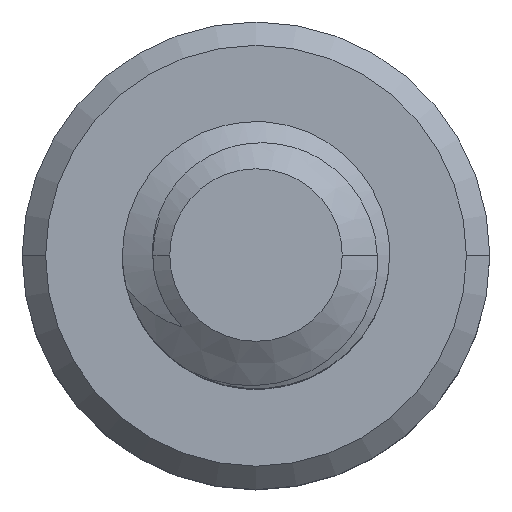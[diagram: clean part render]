
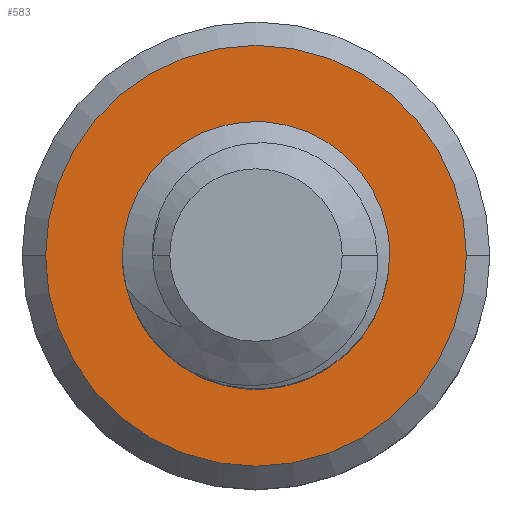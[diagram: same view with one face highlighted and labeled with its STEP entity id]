
A CAD part, top view. The second image highlights one B-rep face of the part: STEP entity #583.
In plain terms, the highlighted planar face has unit normal (0, 0, 1).
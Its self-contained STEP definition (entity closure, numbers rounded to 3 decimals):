
#13 = CARTESIAN_POINT ( 'NONE',  ( 1.77, -0.402, -6. ) ) ;
#28 = CARTESIAN_POINT ( 'NONE',  ( 0.675, 1.39, -6. ) ) ;
#30 = VERTEX_POINT ( 'NONE', #2777 ) ;
#36 = CARTESIAN_POINT ( 'NONE',  ( 1.741, -0.575, -6. ) ) ;
#106 = EDGE_CURVE ( 'NONE', #1248, #1845, #2267, .T. ) ;
#222 = DIRECTION ( 'NONE',  ( -1., 0., 0. ) ) ;
#266 = CARTESIAN_POINT ( 'NONE',  ( 0.675, -1.883, -6. ) ) ;
#323 = DIRECTION ( 'NONE',  ( 0., 0., 1. ) ) ;
#411 = CARTESIAN_POINT ( 'NONE',  ( -1.397, -1.341, -6. ) ) ;
#421 = CARTESIAN_POINT ( 'NONE',  ( -1.155, 1.168, -6. ) ) ;
#441 = PLANE ( 'NONE',  #1527 ) ;
#448 = CARTESIAN_POINT ( 'NONE',  ( 1.779, 0.122, -6. ) ) ;
#481 = VERTEX_POINT ( 'NONE', #1034 ) ;
#583 = ADVANCED_FACE ( 'NONE', ( #2613, #1165 ), #441, .F. ) ;
#626 = EDGE_CURVE ( 'NONE', #30, #656, #1214, .T. ) ;
#644 = CARTESIAN_POINT ( 'NONE',  ( -0.856, 1.351, -6. ) ) ;
#656 = VERTEX_POINT ( 'NONE', #1138 ) ;
#665 = DIRECTION ( 'NONE',  ( 0., 0., 1. ) ) ;
#698 = EDGE_CURVE ( 'NONE', #481, #1599, #1050, .T. ) ;
#845 = CARTESIAN_POINT ( 'NONE',  ( -1.597, 0.632, -6. ) ) ;
#858 = ORIENTED_EDGE ( 'NONE', *, *, #1237, .F. ) ;
#862 = CARTESIAN_POINT ( 'NONE',  ( -0.521, 1.455, -6. ) ) ;
#881 = CARTESIAN_POINT ( 'NONE',  ( -1.793, -0.386, -6. ) ) ;
#889 = CARTESIAN_POINT ( 'NONE',  ( 0.833, -1.807, -6. ) ) ;
#923 = ORIENTED_EDGE ( 'NONE', *, *, #626, .T. ) ;
#931 = ORIENTED_EDGE ( 'NONE', *, *, #1978, .T. ) ;
#940 = CIRCLE ( 'NONE', #1197, 3.15 ) ;
#1034 = CARTESIAN_POINT ( 'NONE',  ( 0.675, 1.39, -6. ) ) ;
#1050 = B_SPLINE_CURVE_WITH_KNOTS ( 'NONE', 3,
 ( #28, #1597, #2695, #2024, #1790, #2014, #448, #13, #36, #1811, #2243, #2495, #2723, #1115, #889, #266 ),
 .UNSPECIFIED., .F., .F.,
 ( 4, 2, 2, 2, 2, 2, 2, 4 ),
 ( 0., 0.001, 0.001, 0.002, 0.003, 0.003, 0.004, 0.004 ),
 .UNSPECIFIED. ) ;
#1061 = DIRECTION ( 'NONE',  ( 0., 0., -1. ) ) ;
#1075 = CARTESIAN_POINT ( 'NONE',  ( -1.771, 0.138, -6. ) ) ;
#1086 = AXIS2_PLACEMENT_3D ( 'NONE', #1664, #323, #1844 ) ;
#1091 = DIRECTION ( 'NONE',  ( -1., 0., 0. ) ) ;
#1099 = CARTESIAN_POINT ( 'NONE',  ( -1.729, 0.309, -6. ) ) ;
#1115 = CARTESIAN_POINT ( 'NONE',  ( 0.981, -1.711, -6. ) ) ;
#1138 = CARTESIAN_POINT ( 'NONE',  ( -0.521, 1.455, -6. ) ) ;
#1165 = FACE_BOUND ( 'NONE', #1494, .T. ) ;
#1173 = EDGE_LOOP ( 'NONE', ( #1325, #1636 ) ) ;
#1197 = AXIS2_PLACEMENT_3D ( 'NONE', #2876, #665, #222 ) ;
#1214 = B_SPLINE_CURVE_WITH_KNOTS ( 'NONE', 3,
 ( #2684, #1542, #1560, #411, #2428, #2006, #2230, #881, #2417, #1075, #1099, #845, #2649, #1530, #421, #644, #2212, #862 ),
 .UNSPECIFIED., .F., .F.,
 ( 4, 2, 2, 2, 2, 2, 2, 2, 4 ),
 ( 0., 0.001, 0.001, 0.002, 0.002, 0.003, 0.003, 0.004, 0.004 ),
 .UNSPECIFIED. ) ;
#1237 = EDGE_CURVE ( 'NONE', #30, #1599, #2225, .T. ) ;
#1248 = VERTEX_POINT ( 'NONE', #1881 ) ;
#1306 = AXIS2_PLACEMENT_3D ( 'NONE', #2363, #1721, #2838 ) ;
#1325 = ORIENTED_EDGE ( 'NONE', *, *, #106, .T. ) ;
#1416 = EDGE_CURVE ( 'NONE', #1845, #1248, #940, .T. ) ;
#1494 = EDGE_LOOP ( 'NONE', ( #858, #923, #931, #2484 ) ) ;
#1527 = AXIS2_PLACEMENT_3D ( 'NONE', #2443, #1061, #1091 ) ;
#1530 = CARTESIAN_POINT ( 'NONE',  ( -1.286, 1.054, -6. ) ) ;
#1542 = CARTESIAN_POINT ( 'NONE',  ( -1.023, -1.707, -6. ) ) ;
#1560 = CARTESIAN_POINT ( 'NONE',  ( -1.158, -1.597, -6. ) ) ;
#1561 = DIRECTION ( 'NONE',  ( 0., 0., -1. ) ) ;
#1597 = CARTESIAN_POINT ( 'NONE',  ( 0.842, 1.334, -6. ) ) ;
#1599 = VERTEX_POINT ( 'NONE', #1835 ) ;
#1636 = ORIENTED_EDGE ( 'NONE', *, *, #1416, .T. ) ;
#1664 = CARTESIAN_POINT ( 'NONE',  ( 0., 0., -6. ) ) ;
#1721 = DIRECTION ( 'NONE',  ( 0., 0., 1. ) ) ;
#1730 = AXIS2_PLACEMENT_3D ( 'NONE', #1997, #1561, #2905 ) ;
#1790 = CARTESIAN_POINT ( 'NONE',  ( 1.389, 0.908, -6. ) ) ;
#1811 = CARTESIAN_POINT ( 'NONE',  ( 1.634, -0.906, -6. ) ) ;
#1835 = CARTESIAN_POINT ( 'NONE',  ( 0.675, -1.883, -6. ) ) ;
#1844 = DIRECTION ( 'NONE',  ( 1., 0., 0. ) ) ;
#1845 = VERTEX_POINT ( 'NONE', #2405 ) ;
#1854 = CIRCLE ( 'NONE', #1730, 1.545 ) ;
#1881 = CARTESIAN_POINT ( 'NONE',  ( -3.15, 0., -6. ) ) ;
#1978 = EDGE_CURVE ( 'NONE', #656, #481, #1854, .T. ) ;
#1997 = CARTESIAN_POINT ( 'NONE',  ( 0., 0., -6. ) ) ;
#2006 = CARTESIAN_POINT ( 'NONE',  ( -1.663, -0.892, -6. ) ) ;
#2014 = CARTESIAN_POINT ( 'NONE',  ( 1.679, 0.468, -6. ) ) ;
#2024 = CARTESIAN_POINT ( 'NONE',  ( 1.273, 1.037, -6. ) ) ;
#2212 = CARTESIAN_POINT ( 'NONE',  ( -0.693, 1.417, -6. ) ) ;
#2225 = CIRCLE ( 'NONE', #1086, 2. ) ;
#2230 = CARTESIAN_POINT ( 'NONE',  ( -1.724, -0.725, -6. ) ) ;
#2243 = CARTESIAN_POINT ( 'NONE',  ( 1.555, -1.064, -6. ) ) ;
#2267 = CIRCLE ( 'NONE', #1306, 3.15 ) ;
#2363 = CARTESIAN_POINT ( 'NONE',  ( 0., 0., -6. ) ) ;
#2405 = CARTESIAN_POINT ( 'NONE',  ( 3.15, 0., -6. ) ) ;
#2417 = CARTESIAN_POINT ( 'NONE',  ( -1.803, -0.209, -6. ) ) ;
#2428 = CARTESIAN_POINT ( 'NONE',  ( -1.499, -1.199, -6. ) ) ;
#2443 = CARTESIAN_POINT ( 'NONE',  ( 0., 0., -6. ) ) ;
#2484 = ORIENTED_EDGE ( 'NONE', *, *, #698, .T. ) ;
#2495 = CARTESIAN_POINT ( 'NONE',  ( 1.361, -1.352, -6. ) ) ;
#2613 = FACE_OUTER_BOUND ( 'NONE', #1173, .T. ) ;
#2649 = CARTESIAN_POINT ( 'NONE',  ( -1.509, 0.783, -6. ) ) ;
#2684 = CARTESIAN_POINT ( 'NONE',  ( -0.874, -1.799, -6. ) ) ;
#2695 = CARTESIAN_POINT ( 'NONE',  ( 0.995, 1.252, -6. ) ) ;
#2723 = CARTESIAN_POINT ( 'NONE',  ( 1.243, -1.485, -6. ) ) ;
#2777 = CARTESIAN_POINT ( 'NONE',  ( -0.874, -1.799, -6. ) ) ;
#2838 = DIRECTION ( 'NONE',  ( -1., 0., 0. ) ) ;
#2876 = CARTESIAN_POINT ( 'NONE',  ( 0., 0., -6. ) ) ;
#2905 = DIRECTION ( 'NONE',  ( 1., 0., 0. ) ) ;
